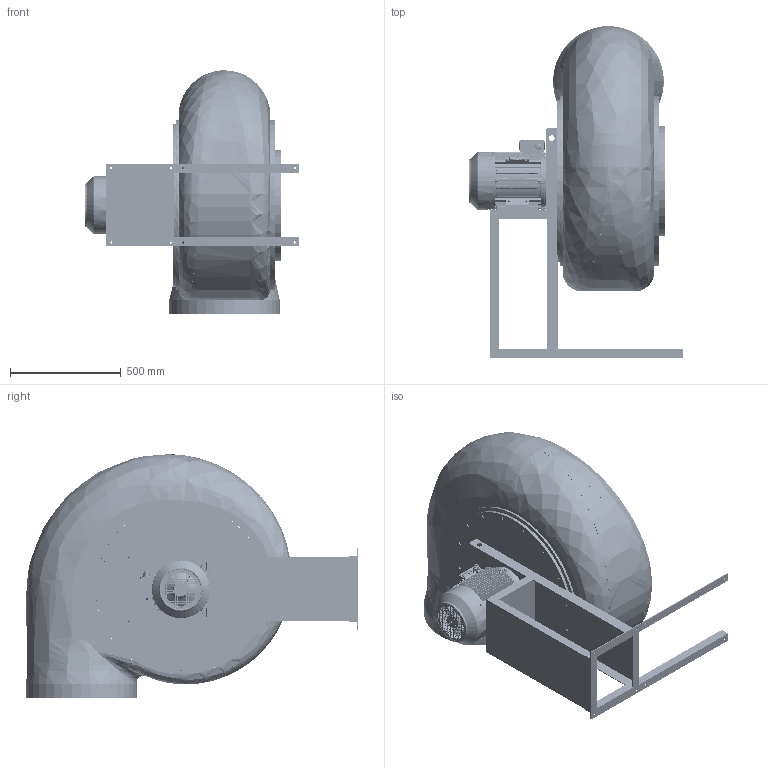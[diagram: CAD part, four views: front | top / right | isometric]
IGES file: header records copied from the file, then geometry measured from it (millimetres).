
Start section: SolidWorks IGES file using analytic representation for surfaces
Global section: file name: PR-AC 630 LG90.IGS; native system: SolidWorks 2022; preprocessor: SolidWorks 2022; author: girelli; date: 220722.154407; units: millimetre
Bounding box: 970.13 x 1500.12 x 1100.22 mm (x, y, z)
Surface area: 7505779.2 mm2 (no closed solid volume)
Topology: 0 solids, 0 shells, 4957 faces, 53740 edges, 53698 vertices
Faces by surface type: bspline 3218, revolution 1739
